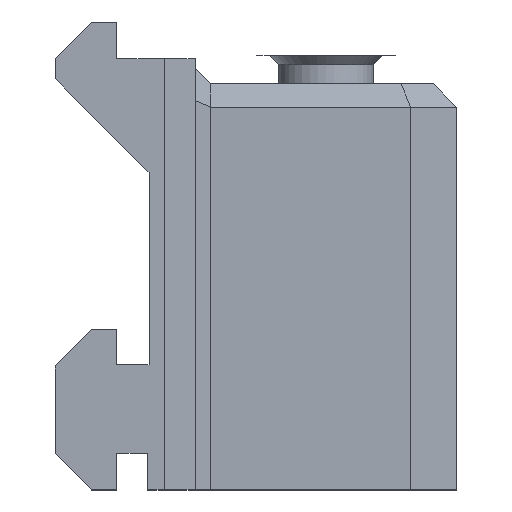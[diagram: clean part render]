
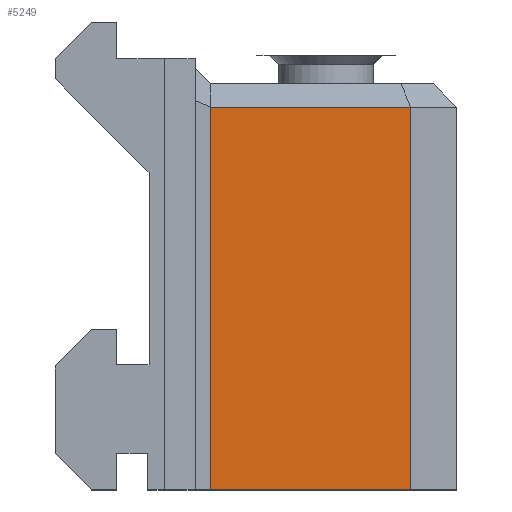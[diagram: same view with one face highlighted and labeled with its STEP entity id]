
A CAD part, left-side view. The second image highlights one B-rep face of the part: STEP entity #5249.
In plain terms, the highlighted planar face has unit normal (-1, 0, 0).
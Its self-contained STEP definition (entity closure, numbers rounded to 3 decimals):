
#544=PLANE('',#5613);
#704=FACE_OUTER_BOUND('',#1013,.T.);
#1013=EDGE_LOOP('',(#3907,#3908,#3909,#3910));
#1398=LINE('',#7025,#1859);
#1403=LINE('',#7036,#1864);
#1405=LINE('',#7040,#1866);
#1406=LINE('',#7041,#1867);
#1859=VECTOR('',#6091,10.);
#1864=VECTOR('',#6102,10.);
#1866=VECTOR('',#6106,10.);
#1867=VECTOR('',#6107,10.);
#2361=VERTEX_POINT('',#7017);
#2363=VERTEX_POINT('',#7023);
#2366=VERTEX_POINT('',#7035);
#2367=VERTEX_POINT('',#7039);
#2960=EDGE_CURVE('',#2363,#2361,#1398,.T.);
#2965=EDGE_CURVE('',#2361,#2366,#1403,.T.);
#2967=EDGE_CURVE('',#2367,#2363,#1405,.T.);
#2968=EDGE_CURVE('',#2366,#2367,#1406,.T.);
#3907=ORIENTED_EDGE('',*,*,#2960,.F.);
#3908=ORIENTED_EDGE('',*,*,#2967,.F.);
#3909=ORIENTED_EDGE('',*,*,#2968,.F.);
#3910=ORIENTED_EDGE('',*,*,#2965,.F.);
#5249=ADVANCED_FACE('',(#704),#544,.T.);
#5613=AXIS2_PLACEMENT_3D('',#7038,#6104,#6105);
#6091=DIRECTION('',(0.,0.,1.));
#6102=DIRECTION('',(0.,-1.,0.));
#6104=DIRECTION('center_axis',(-1.,0.,0.));
#6105=DIRECTION('ref_axis',(0.,-1.,0.));
#6106=DIRECTION('',(0.,1.,0.));
#6107=DIRECTION('',(0.,0.,-1.));
#7017=CARTESIAN_POINT('',(-169.4,-14.3,194.675));
#7023=CARTESIAN_POINT('',(-169.4,-14.3,169.8));
#7025=CARTESIAN_POINT('',(-169.4,-14.3,185.));
#7035=CARTESIAN_POINT('',(-169.4,-27.3,194.675));
#7036=CARTESIAN_POINT('',(-169.4,-17.55,194.675));
#7038=CARTESIAN_POINT('Origin',(-169.4,-13.3,172.175));
#7039=CARTESIAN_POINT('',(-169.4,-27.3,169.8));
#7040=CARTESIAN_POINT('',(-169.4,-27.3,169.8));
#7041=CARTESIAN_POINT('',(-169.4,-27.3,172.175));
